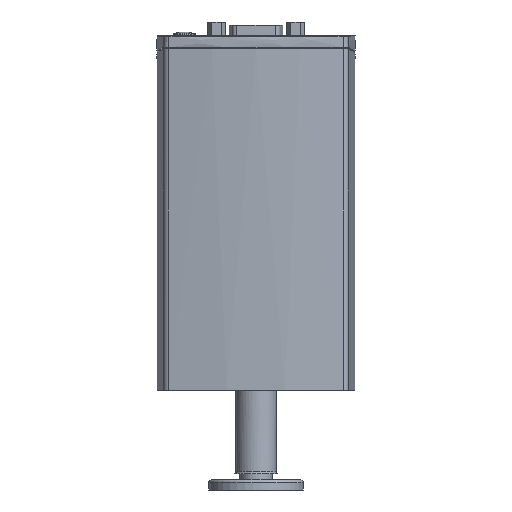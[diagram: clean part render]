
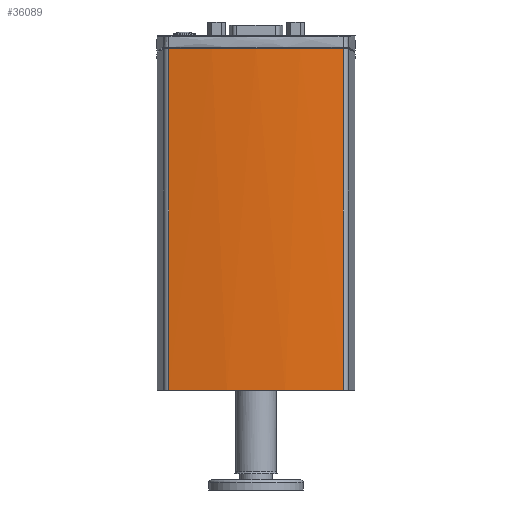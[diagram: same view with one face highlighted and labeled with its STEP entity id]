
A CAD part, left-side view. The second image highlights one B-rep face of the part: STEP entity #36089.
In plain terms, the highlighted cylindrical face has radius 170 mm (diameter 340 mm), a partial arc.
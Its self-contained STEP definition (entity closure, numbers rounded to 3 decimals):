
#908=B_SPLINE_CURVE_WITH_KNOTS('',3,(#77774,#77775,#77776,#77777,#77778,
#77779),.UNSPECIFIED.,.F.,.F.,(4,2,4),(3.561,5.341,
6.145),.UNSPECIFIED.);
#909=B_SPLINE_CURVE_WITH_KNOTS('',3,(#77781,#77782,#77783,#77784,#77785,
#77786),.UNSPECIFIED.,.F.,.F.,(4,2,4),(0.977,1.78,
3.561),.UNSPECIFIED.);
#4281=FACE_OUTER_BOUND('',#6346,.T.);
#6346=EDGE_LOOP('',(#31188,#31189,#31190,#31191,#31192));
#9026=LINE('',#78188,#11727);
#9031=LINE('',#78201,#11732);
#11727=VECTOR('',#48348,10.);
#11732=VECTOR('',#48369,10.);
#13263=CIRCLE('',#39242,170.);
#16354=VERTEX_POINT('',#77691);
#16355=VERTEX_POINT('',#77692);
#16376=VERTEX_POINT('',#77772);
#16377=VERTEX_POINT('',#77773);
#16378=VERTEX_POINT('',#77780);
#21235=EDGE_CURVE('',#16354,#16355,#13263,.T.);
#21274=EDGE_CURVE('',#16376,#16377,#908,.T.);
#21275=EDGE_CURVE('',#16378,#16376,#909,.T.);
#21376=EDGE_CURVE('',#16354,#16378,#9026,.T.);
#21381=EDGE_CURVE('',#16355,#16377,#9031,.T.);
#31188=ORIENTED_EDGE('',*,*,#21274,.T.);
#31189=ORIENTED_EDGE('',*,*,#21381,.F.);
#31190=ORIENTED_EDGE('',*,*,#21235,.F.);
#31191=ORIENTED_EDGE('',*,*,#21376,.T.);
#31192=ORIENTED_EDGE('',*,*,#21275,.T.);
#32329=CYLINDRICAL_SURFACE('',#39361,170.);
#36089=ADVANCED_FACE('',(#4281),#32329,.T.);
#39242=AXIS2_PLACEMENT_3D('',#77693,#48061,#48062);
#39361=AXIS2_PLACEMENT_3D('',#78202,#48370,#48371);
#48061=DIRECTION('center_axis',(0.,0.,
-1.));
#48062=DIRECTION('ref_axis',(1.,0.,0.));
#48348=DIRECTION('',(0.,0.,1.));
#48369=DIRECTION('',(0.,0.,1.));
#48370=DIRECTION('center_axis',(0.,0.,
1.));
#48371=DIRECTION('ref_axis',(-1.,0.,0.));
#77691=CARTESIAN_POINT('',(-29.245,-27.596,9.));
#77692=CARTESIAN_POINT('',(-29.245,27.596,9.));
#77693=CARTESIAN_POINT('Origin',(138.5,0.,
9.));
#77772=CARTESIAN_POINT('',(-31.5,0.,117.2));
#77773=CARTESIAN_POINT('',(-29.245,27.596,117.186));
#77774=CARTESIAN_POINT('Ctrl Pts',(-31.5,0.,
117.2));
#77775=CARTESIAN_POINT('Ctrl Pts',(-31.5,5.934,117.2));
#77776=CARTESIAN_POINT('Ctrl Pts',(-31.169,12.447,117.201));
#77777=CARTESIAN_POINT('Ctrl Pts',(-30.117,21.836,117.195));
#77778=CARTESIAN_POINT('Ctrl Pts',(-29.714,24.748,117.192));
#77779=CARTESIAN_POINT('Ctrl Pts',(-29.245,27.596,117.186));
#77780=CARTESIAN_POINT('',(-29.245,-27.596,117.186));
#77781=CARTESIAN_POINT('Ctrl Pts',(-29.245,-27.596,117.186));
#77782=CARTESIAN_POINT('Ctrl Pts',(-29.714,-24.748,117.192));
#77783=CARTESIAN_POINT('Ctrl Pts',(-30.117,-21.836,
117.195));
#77784=CARTESIAN_POINT('Ctrl Pts',(-31.169,-12.447,
117.201));
#77785=CARTESIAN_POINT('Ctrl Pts',(-31.5,-5.934,
117.2));
#77786=CARTESIAN_POINT('Ctrl Pts',(-31.5,0.,
117.2));
#78188=CARTESIAN_POINT('',(-29.245,-27.596,9.));
#78201=CARTESIAN_POINT('',(-29.245,27.596,9.));
#78202=CARTESIAN_POINT('Origin',(138.5,0.,
9.));
